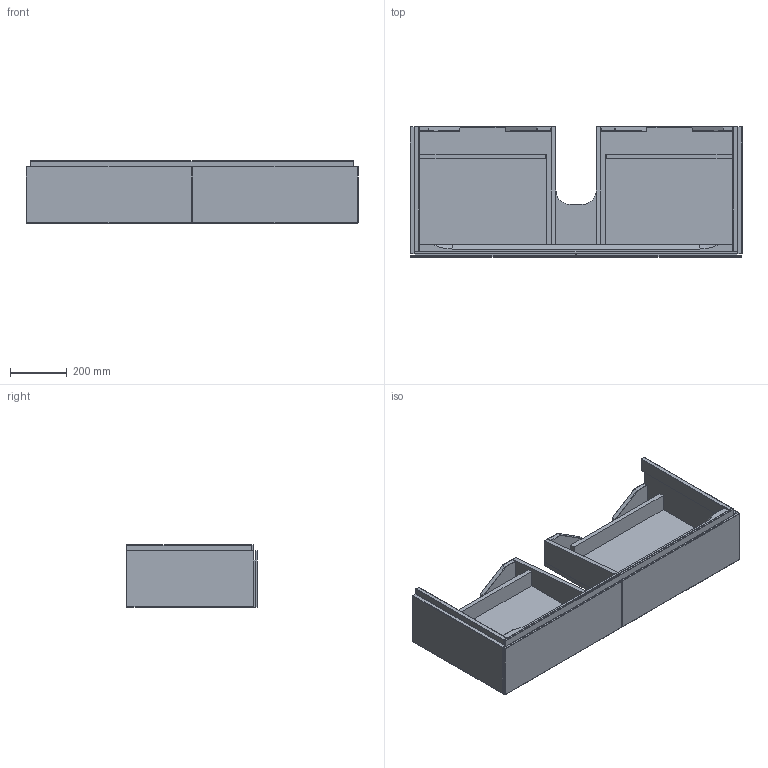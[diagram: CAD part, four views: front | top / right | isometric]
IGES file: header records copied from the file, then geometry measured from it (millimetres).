
Global section: file name: 500517; native system: Autodesk Inventor 2018; preprocessor: unknown; author: seihe2; date: 20200320.141138; units: millimetre
Bounding box: 1174 x 462 x 220 mm (x, y, z)
Volume: 25281295.1 mm3; surface area: 3181096.4 mm2
Topology: 3 solids, 3 shells, 366 faces, 872 edges, 440 vertices
Faces by surface type: bspline 366
